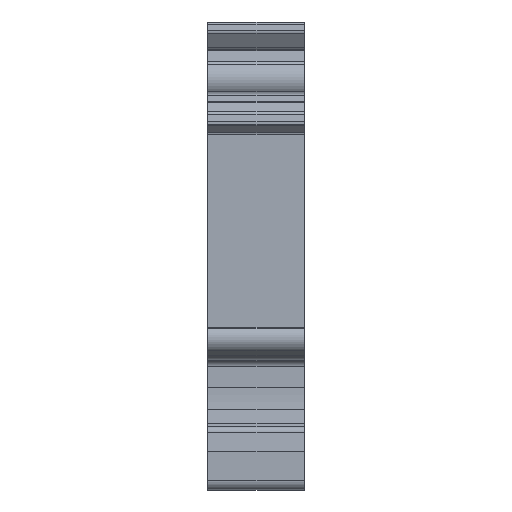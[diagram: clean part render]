
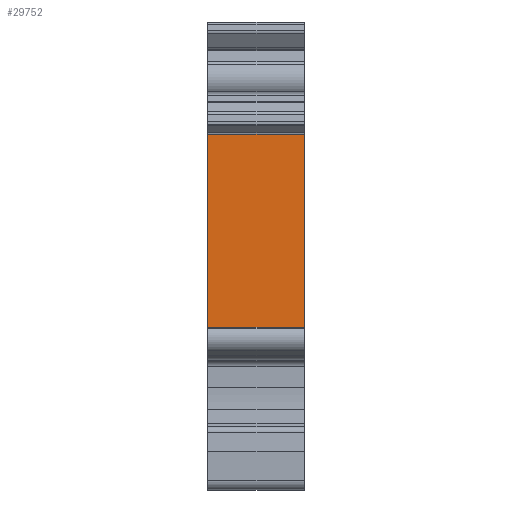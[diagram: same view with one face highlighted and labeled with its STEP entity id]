
A CAD part, left-side view. The second image highlights one B-rep face of the part: STEP entity #29752.
In plain terms, the highlighted planar face has unit normal (-1, 0, 0).
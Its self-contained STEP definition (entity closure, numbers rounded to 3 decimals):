
#1135 = CARTESIAN_POINT ( 'NONE',  ( -51.7, 9.95, 9.575 ) ) ;
#1402 = VERTEX_POINT ( 'NONE', #24588 ) ;
#1503 = PLANE ( 'NONE',  #30046 ) ;
#1979 = DIRECTION ( 'NONE',  ( 0., 0., 1. ) ) ;
#2320 = LINE ( 'NONE', #33582, #25259 ) ;
#2637 = EDGE_CURVE ( 'NONE', #11829, #21612, #14785, .T. ) ;
#2677 = VECTOR ( 'NONE', #19362, 1000. ) ;
#3537 = LINE ( 'NONE', #1135, #2677 ) ;
#4406 = DIRECTION ( 'NONE',  ( 0., -1., 0. ) ) ;
#5737 = EDGE_CURVE ( 'NONE', #1402, #15693, #3537, .T. ) ;
#6314 = EDGE_LOOP ( 'NONE', ( #17264, #34003, #20914, #11916 ) ) ;
#11829 = VERTEX_POINT ( 'NONE', #31830 ) ;
#11916 = ORIENTED_EDGE ( 'NONE', *, *, #5737, .T. ) ;
#12415 = DIRECTION ( 'NONE',  ( 0., 0., 1. ) ) ;
#12471 = DIRECTION ( 'NONE',  ( 1., 0., 0. ) ) ;
#12653 = CARTESIAN_POINT ( 'NONE',  ( -51.7, 0., 9.575 ) ) ;
#12894 = EDGE_CURVE ( 'NONE', #1402, #11829, #2320, .T. ) ;
#14611 = CARTESIAN_POINT ( 'NONE',  ( -51.7, 9.95, 29.588 ) ) ;
#14785 = LINE ( 'NONE', #14611, #20765 ) ;
#15693 = VERTEX_POINT ( 'NONE', #12653 ) ;
#17264 = ORIENTED_EDGE ( 'NONE', *, *, #21826, .T. ) ;
#17305 = CARTESIAN_POINT ( 'NONE',  ( -51.7, 9.95, 9.575 ) ) ;
#19362 = DIRECTION ( 'NONE',  ( 0., -1., 0. ) ) ;
#20189 = VECTOR ( 'NONE', #12415, 1000. ) ;
#20765 = VECTOR ( 'NONE', #25258, 1000. ) ;
#20914 = ORIENTED_EDGE ( 'NONE', *, *, #12894, .F. ) ;
#21612 = VERTEX_POINT ( 'NONE', #26356 ) ;
#21826 = EDGE_CURVE ( 'NONE', #15693, #21612, #27897, .T. ) ;
#22497 = FACE_OUTER_BOUND ( 'NONE', #6314, .T. ) ;
#22766 = CARTESIAN_POINT ( 'NONE',  ( -51.7, 0., 9.575 ) ) ;
#24588 = CARTESIAN_POINT ( 'NONE',  ( -51.7, 10., 9.575 ) ) ;
#25258 = DIRECTION ( 'NONE',  ( 0., -1., 0. ) ) ;
#25259 = VECTOR ( 'NONE', #1979, 1000. ) ;
#26356 = CARTESIAN_POINT ( 'NONE',  ( -51.7, 0., 29.588 ) ) ;
#27897 = LINE ( 'NONE', #22766, #20189 ) ;
#29752 = ADVANCED_FACE ( 'NONE', ( #22497 ), #1503, .F. ) ;
#30046 = AXIS2_PLACEMENT_3D ( 'NONE', #17305, #12471, #4406 ) ;
#31830 = CARTESIAN_POINT ( 'NONE',  ( -51.7, 10., 29.588 ) ) ;
#33582 = CARTESIAN_POINT ( 'NONE',  ( -51.7, 10., 9.575 ) ) ;
#34003 = ORIENTED_EDGE ( 'NONE', *, *, #2637, .F. ) ;
